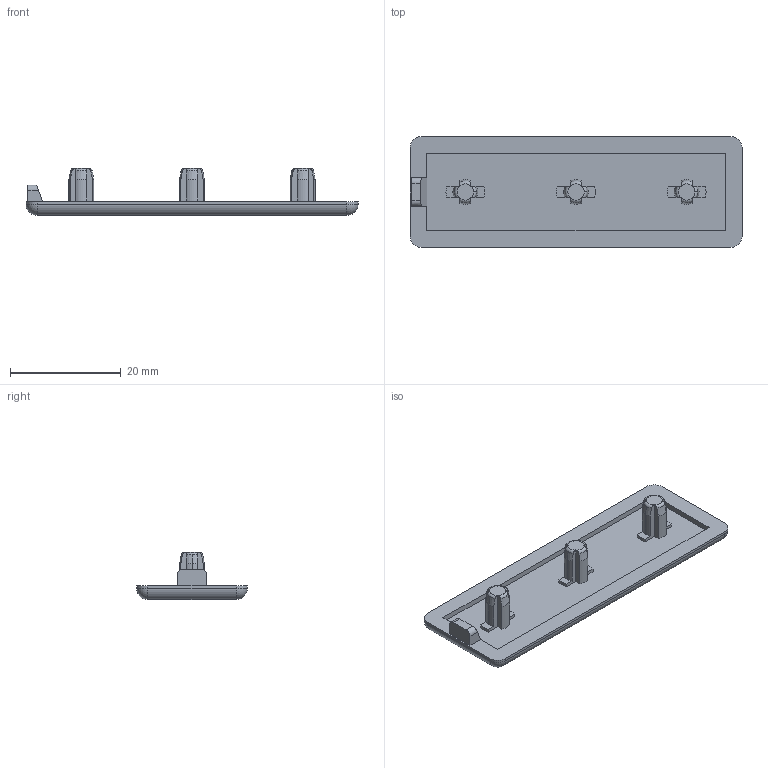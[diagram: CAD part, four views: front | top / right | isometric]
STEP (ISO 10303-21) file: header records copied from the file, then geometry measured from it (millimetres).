
FILE_DESCRIPTION (( 'STEP AP214' ), '1' );
FILE_NAME ('091183.STEP', '2014-08-21T13:25:37', ( '' ), ( '' ), 'SwSTEP 2.0', 'SolidWorks 2014', '' );
FILE_SCHEMA (( 'AUTOMOTIVE_DESIGN' ));
Length unit declared in the file: millimetre
Products named in the file (1): 091183
Bounding box: 60 x 20 x 8.5 mm (x, y, z)
Volume: 2416.9 mm3; surface area: 3154 mm2
Topology: 1 solids, 1 shells, 117 faces, 320 edges, 205 vertices
Faces by surface type: plane 49, cylinder 34, torus 15, cone 15, sphere 4
Entity records: 3830 total; most frequent: CARTESIAN_POINT 861, ORIENTED_EDGE 632, DIRECTION 604, EDGE_CURVE 316, AXIS2_PLACEMENT_3D 220, VERTEX_POINT 205, LINE 164, VECTOR 164
